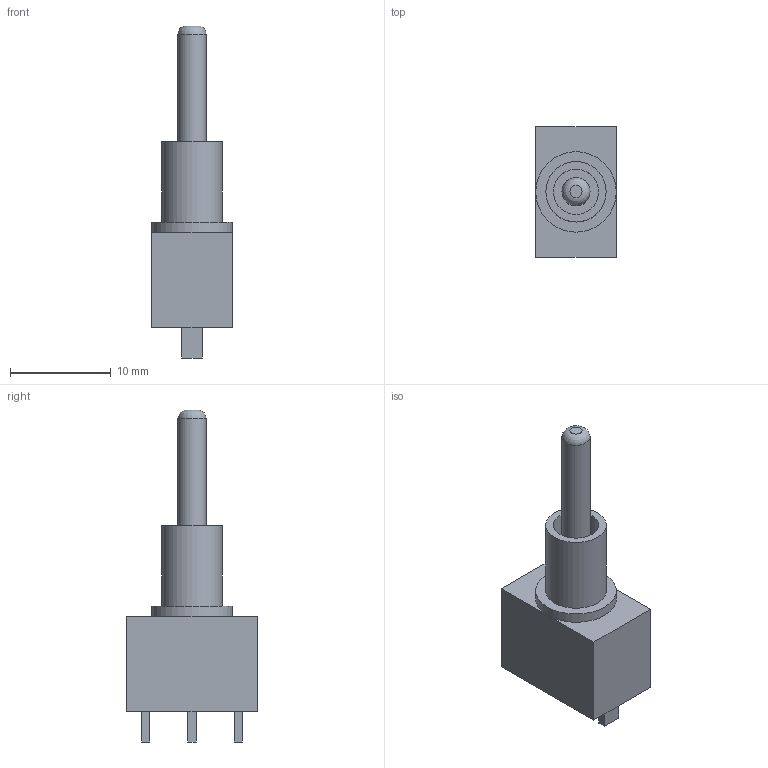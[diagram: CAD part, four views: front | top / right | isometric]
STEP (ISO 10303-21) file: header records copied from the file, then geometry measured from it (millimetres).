
FILE_DESCRIPTION(('FreeCAD Model'),'2;1');
FILE_NAME('Open CASCADE Shape Model','2024-01-19T20:27:08',(''),(''), 'Open CASCADE STEP processor 7.6','FreeCAD','Unknown');
FILE_SCHEMA(('AUTOMOTIVE_DESIGN { 1 0 10303 214 1 1 1 1 }'));
Length unit declared in the file: millimetre
Products named in the file (1): Pad004
Bounding box: 8 x 13 x 33 mm (x, y, z)
Volume: 1270.6 mm3; surface area: 1114.7 mm2
Topology: 1 solids, 1 shells, 31 faces, 65 edges, 42 vertices
Faces by surface type: plane 26, cylinder 4, revolution 1
Full cylindrical faces by diameter (mm): 2.8 x1, 4.5 x1, 6 x1, 8 x1
Entity records: 850 total; most frequent: CARTESIAN_POINT 149, DIRECTION 139, ORIENTED_EDGE 130, EDGE_CURVE 65, LINE 54, VECTOR 54, AXIS2_PLACEMENT_3D 42, VERTEX_POINT 42
